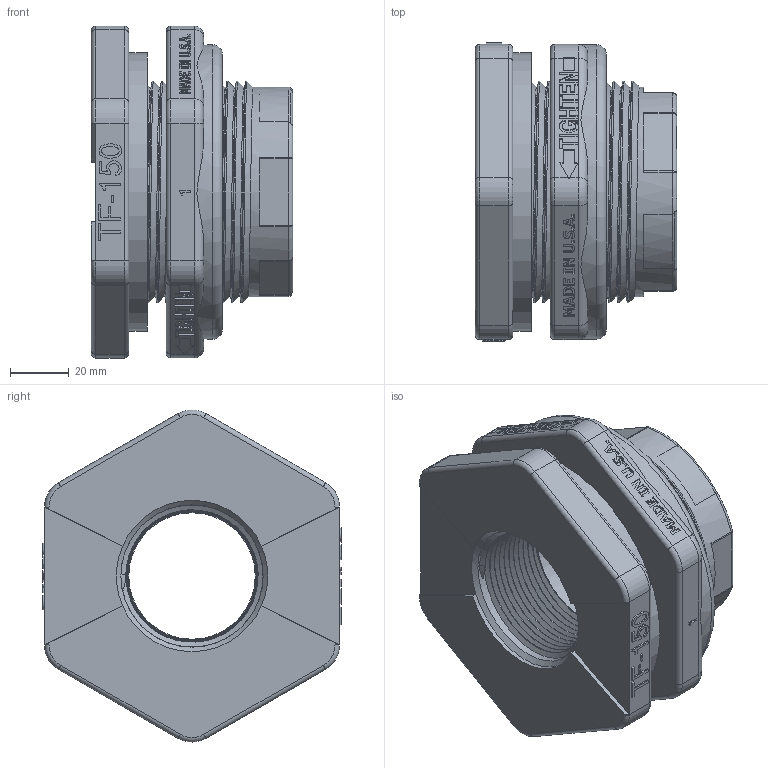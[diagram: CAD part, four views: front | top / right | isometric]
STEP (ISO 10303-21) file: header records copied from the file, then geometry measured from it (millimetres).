
FILE_DESCRIPTION(/* description */ ('1-1/2" POLY TANK FLANGE ASSY'),/* implementation_level */ '2;1');
FILE_NAME(/* name */ 'TF150.stp',/* time_stamp */ '2022-12-15T11:24:48-05:00',/* author */ ('MJC'),/* organization */ (''),/* preprocessor_version */ 'ST-DEVELOPER v18.1',/* originating_system */ 'Autodesk Inventor 2022',/* authorisation */ '');
FILE_SCHEMA (('AUTOMOTIVE_DESIGN { 1 0 10303 214 3 1 1 }'));
Length unit declared in the file: inch
Products named in the file (5): TF150; TF151; TF153; TF153X; 300G
Assembly tree (4 placements, depth 3):
  TF150
    TF151
    TF153
      TF153X
    300G
Bounding box: 68.33 x 101.09 x 112.61 mm (x, y, z)
Volume: 313551.7 mm3; surface area: 82361.5 mm2
Topology: 3 solids, 3 shells, 845 faces, 2232 edges, 1454 vertices
Faces by surface type: plane 508, bspline 161, cylinder 102, cone 34, torus 30, sphere 10
Full cylindrical faces by diameter (mm): 42.926 x1, 71.12 x11, 72.898 x3, 75.184 x10, 75.692 x1, 76.2 x1, 76.962 x5, 94.463 x1, 99.822 x1
Entity records: 35902 total; most frequent: CARTESIAN_POINT 16019, ORIENTED_EDGE 4464, DIRECTION 3366, EDGE_CURVE 2232, LINE 1552, VECTOR 1552, VERTEX_POINT 1454, EDGE_LOOP 912
